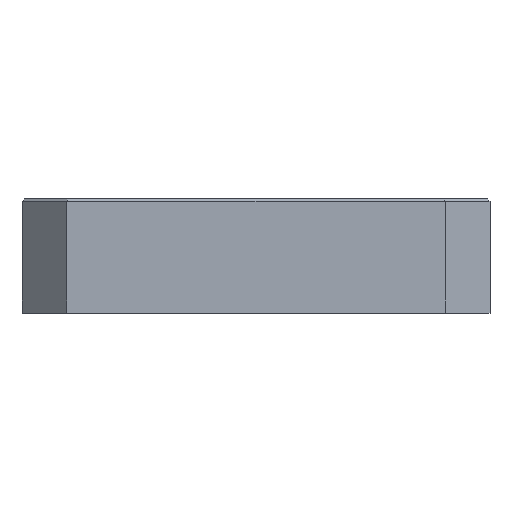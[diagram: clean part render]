
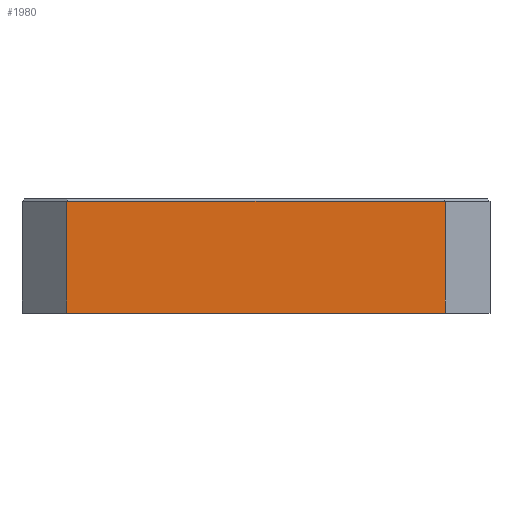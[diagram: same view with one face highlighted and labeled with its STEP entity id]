
A CAD part, left-side view. The second image highlights one B-rep face of the part: STEP entity #1980.
In plain terms, the highlighted planar face has unit normal (-1, 0, 0).
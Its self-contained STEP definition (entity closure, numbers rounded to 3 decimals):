
#25 = DIRECTION ( 'NONE',  ( 1., 0., 0. ) ) ;
#127 = EDGE_LOOP ( 'NONE', ( #2371, #3152, #4385, #3805 ) ) ;
#390 = VECTOR ( 'NONE', #4407, 1000. ) ;
#658 = LINE ( 'NONE', #1750, #1526 ) ;
#949 = DIRECTION ( 'NONE',  ( 0., 0., -1. ) ) ;
#1266 = CARTESIAN_POINT ( 'NONE',  ( -63., -17., 10.05 ) ) ;
#1291 = LINE ( 'NONE', #3765, #3617 ) ;
#1339 = DIRECTION ( 'NONE',  ( 0., 1., 0. ) ) ;
#1526 = VECTOR ( 'NONE', #1339, 1000. ) ;
#1563 = EDGE_CURVE ( 'NONE', #1835, #2636, #1291, .T. ) ;
#1750 = CARTESIAN_POINT ( 'NONE',  ( -63., -17., 0. ) ) ;
#1812 = CARTESIAN_POINT ( 'NONE',  ( -63., -17., 10.25 ) ) ;
#1835 = VERTEX_POINT ( 'NONE', #3591 ) ;
#1980 = ADVANCED_FACE ( 'NONE', ( #3783 ), #3183, .F. ) ;
#2286 = CARTESIAN_POINT ( 'NONE',  ( -63., 17., 0. ) ) ;
#2371 = ORIENTED_EDGE ( 'NONE', *, *, #1563, .T. ) ;
#2416 = CARTESIAN_POINT ( 'NONE',  ( -63., -17., 10.25 ) ) ;
#2487 = DIRECTION ( 'NONE',  ( 0., -1., 0. ) ) ;
#2636 = VERTEX_POINT ( 'NONE', #2286 ) ;
#2691 = AXIS2_PLACEMENT_3D ( 'NONE', #1812, #25, #2487 ) ;
#2781 = EDGE_CURVE ( 'NONE', #1835, #3842, #4429, .T. ) ;
#2868 = EDGE_CURVE ( 'NONE', #3842, #2969, #3781, .T. ) ;
#2969 = VERTEX_POINT ( 'NONE', #3702 ) ;
#3152 = ORIENTED_EDGE ( 'NONE', *, *, #4026, .F. ) ;
#3183 = PLANE ( 'NONE',  #2691 ) ;
#3591 = CARTESIAN_POINT ( 'NONE',  ( -63., 17., 10.05 ) ) ;
#3617 = VECTOR ( 'NONE', #949, 1000. ) ;
#3699 = VECTOR ( 'NONE', #4141, 1000. ) ;
#3702 = CARTESIAN_POINT ( 'NONE',  ( -63., -17., 0. ) ) ;
#3765 = CARTESIAN_POINT ( 'NONE',  ( -63., 17., 10.25 ) ) ;
#3781 = LINE ( 'NONE', #2416, #3699 ) ;
#3783 = FACE_OUTER_BOUND ( 'NONE', #127, .T. ) ;
#3805 = ORIENTED_EDGE ( 'NONE', *, *, #2781, .F. ) ;
#3842 = VERTEX_POINT ( 'NONE', #3887 ) ;
#3887 = CARTESIAN_POINT ( 'NONE',  ( -63., -17., 10.05 ) ) ;
#4026 = EDGE_CURVE ( 'NONE', #2969, #2636, #658, .T. ) ;
#4141 = DIRECTION ( 'NONE',  ( 0., 0., -1. ) ) ;
#4385 = ORIENTED_EDGE ( 'NONE', *, *, #2868, .F. ) ;
#4407 = DIRECTION ( 'NONE',  ( 0., -1., 0. ) ) ;
#4429 = LINE ( 'NONE', #1266, #390 ) ;
